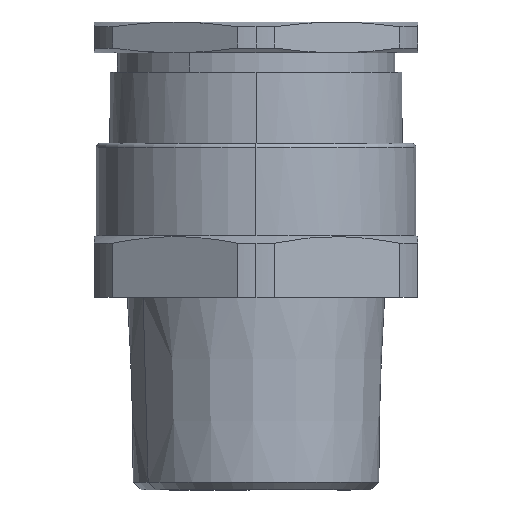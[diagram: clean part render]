
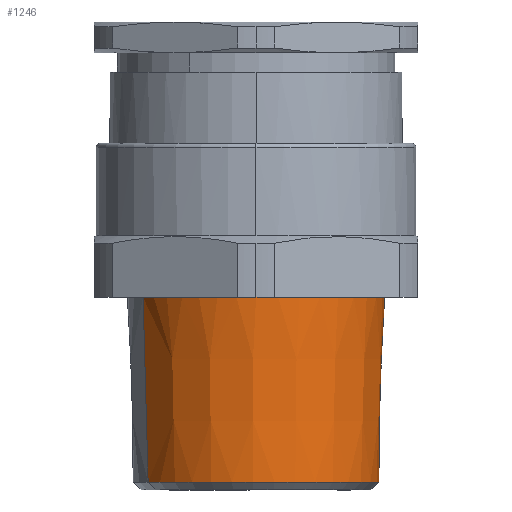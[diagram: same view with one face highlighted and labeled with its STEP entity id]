
A CAD part, front view. The second image highlights one B-rep face of the part: STEP entity #1246.
In plain terms, the highlighted conical face has half-angle 1.78 degrees and reference radius 15.923 mm.
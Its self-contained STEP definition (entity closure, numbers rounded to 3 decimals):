
#991=AXIS2_PLACEMENT_3D('Circle Axis2P3D',#989,#990,$) ;
#1014=AXIS2_PLACEMENT_3D('Circle Axis2P3D',#1012,#1013,$) ;
#1205=AXIS2_PLACEMENT_3D('Cone Axis2P3D',#1202,#1203,#1204) ;
#1236=AXIS2_PLACEMENT_3D('Circle Axis2P3D',#1234,#1235,$) ;
#989=CARTESIAN_POINT('Axis2P3D Location',(21.,23.,25.)) ;
#993=CARTESIAN_POINT('Vertex',(35.656,31.006,25.)) ;
#995=CARTESIAN_POINT('Vertex',(21.,6.3,25.)) ;
#1009=CARTESIAN_POINT('Vertex',(6.344,14.994,25.)) ;
#1012=CARTESIAN_POINT('Axis2P3D Location',(21.,23.,25.)) ;
#1202=CARTESIAN_POINT('Axis2P3D Location',(21.,23.,0.)) ;
#1207=CARTESIAN_POINT('Line Origine',(6.685,15.18,12.5)) ;
#1211=CARTESIAN_POINT('Vertex',(6.998,15.351,1.032)) ;
#1214=CARTESIAN_POINT('Line Origine',(35.315,30.82,12.5)) ;
#1218=CARTESIAN_POINT('Vertex',(35.002,30.649,1.032)) ;
#1234=CARTESIAN_POINT('Axis2P3D Location',(21.,23.,1.032)) ;
#990=DIRECTION('Axis2P3D Direction',(0.,0.,-1.)) ;
#1013=DIRECTION('Axis2P3D Direction',(0.,0.,-1.)) ;
#1203=DIRECTION('Axis2P3D Direction',(0.,0.,1.)) ;
#1204=DIRECTION('Axis2P3D XDirection',(-0.878,-0.479,0.)) ;
#1208=DIRECTION('Vector Direction',(-0.027,-0.015,1.)) ;
#1215=DIRECTION('Vector Direction',(0.027,0.015,1.)) ;
#1235=DIRECTION('Axis2P3D Direction',(0.,0.,1.)) ;
#1209=VECTOR('Line Direction',#1208,1.) ;
#1216=VECTOR('Line Direction',#1215,1.) ;
#1240=ORIENTED_EDGE('',*,*,#1220,.T.) ;
#1241=ORIENTED_EDGE('',*,*,#997,.T.) ;
#1242=ORIENTED_EDGE('',*,*,#1016,.T.) ;
#1243=ORIENTED_EDGE('',*,*,#1213,.F.) ;
#1244=ORIENTED_EDGE('',*,*,#1238,.T.) ;
#1246=ADVANCED_FACE('A2LF_32_Entry Body_1NPT.1\\Koerper.2',(#1245),#1206,.T.) ;
#992=CIRCLE('generated circle',#991,16.7) ;
#1015=CIRCLE('generated circle',#1014,16.7) ;
#1237=CIRCLE('generated circle',#1236,15.955) ;
#1206=CONICAL_SURFACE('Cone',#1205,15.923,0.031) ;
#997=EDGE_CURVE('',#994,#996,#992,.T.) ;
#1016=EDGE_CURVE('',#996,#1010,#1015,.T.) ;
#1213=EDGE_CURVE('',#1212,#1010,#1210,.T.) ;
#1220=EDGE_CURVE('',#1219,#994,#1217,.T.) ;
#1238=EDGE_CURVE('',#1212,#1219,#1237,.T.) ;
#1239=EDGE_LOOP('',(#1240,#1241,#1242,#1243,#1244)) ;
#1245=FACE_OUTER_BOUND('',#1239,.T.) ;
#1210=LINE('Line',#1207,#1209) ;
#1217=LINE('Line',#1214,#1216) ;
#994=VERTEX_POINT('',#993) ;
#996=VERTEX_POINT('',#995) ;
#1010=VERTEX_POINT('',#1009) ;
#1212=VERTEX_POINT('',#1211) ;
#1219=VERTEX_POINT('',#1218) ;
